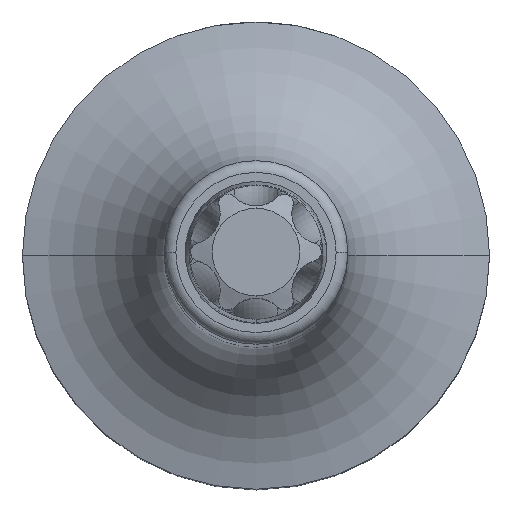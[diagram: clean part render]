
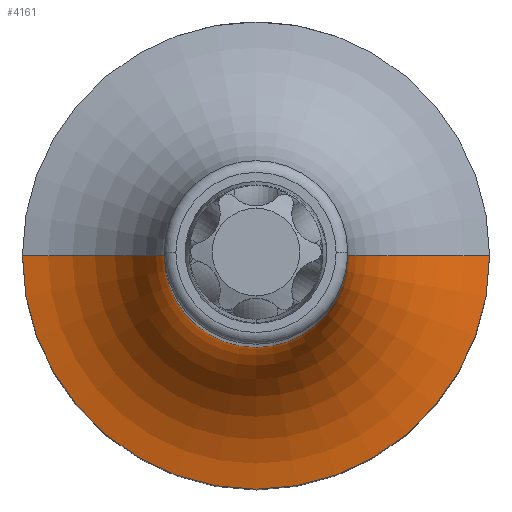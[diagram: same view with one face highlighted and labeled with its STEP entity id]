
A CAD part, top view. The second image highlights one B-rep face of the part: STEP entity #4161.
In plain terms, the highlighted toroidal (fillet/blend) face has major radius 15.5 mm and minor radius 10 mm.
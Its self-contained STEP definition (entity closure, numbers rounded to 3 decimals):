
#3727=CARTESIAN_POINT('',(0.,0.,26.7));
#3728=DIRECTION('',(0.,0.,1.));
#3729=DIRECTION('',(1.,0.,0.));
#3730=AXIS2_PLACEMENT_3D('',#3727,#3728,#3729);
#3735=CARTESIAN_POINT('',(15.5,0.,
36.587));
#3736=DIRECTION('',(0.,1.,0.));
#3737=DIRECTION('',(-0.15,0.,-0.989));
#3738=AXIS2_PLACEMENT_3D('',#3735,#3736,#3737);
#3743=CARTESIAN_POINT('',(-15.5,0.,
36.587));
#3744=DIRECTION('',(0.,-1.,0.));
#3745=DIRECTION('',(0.15,0.,-0.989));
#3746=AXIS2_PLACEMENT_3D('',#3743,#3744,#3745);
#3876=CARTESIAN_POINT('',(0.,0.,36.587));
#3877=DIRECTION('',(0.,0.,1.));
#3878=DIRECTION('',(1.,0.,0.));
#3879=AXIS2_PLACEMENT_3D('',#3876,#3877,#3878);
#3891=CARTESIAN_POINT('',(-14.,0.,26.7));
#3892=CARTESIAN_POINT('',(14.,0.,26.7));
#3893=VERTEX_POINT('',#3891);
#3894=VERTEX_POINT('',#3892);
#3895=CARTESIAN_POINT('',(-5.5,0.,36.587));
#3896=CARTESIAN_POINT('',(5.5,0.,36.587));
#3897=VERTEX_POINT('',#3895);
#3898=VERTEX_POINT('',#3896);
#4147=CARTESIAN_POINT('',(0.,0.,36.587));
#4148=DIRECTION('',(0.,0.,1.));
#4149=DIRECTION('',(1.,0.,0.));
#4150=AXIS2_PLACEMENT_3D('',#4147,#4148,#4149);
#4151=TOROIDAL_SURFACE('',#4150,15.5,10.);
#4152=ORIENTED_EDGE('',*,*,#4141,.F.);
#4154=ORIENTED_EDGE('',*,*,#4153,.T.);
#4156=ORIENTED_EDGE('',*,*,#4155,.T.);
#4158=ORIENTED_EDGE('',*,*,#4157,.F.);
#4159=EDGE_LOOP('',(#4152,#4154,#4156,#4158));
#4160=FACE_OUTER_BOUND('',#4159,.F.);
#4161=ADVANCED_FACE('',(#4160),#4151,.F.);
#3731=CIRCLE('',#3730,14.);
#3739=CIRCLE('',#3738,10.);
#3747=CIRCLE('',#3746,10.);
#3880=CIRCLE('',#3879,5.5);
#4141=EDGE_CURVE('',#3894,#3893,#3731,.T.);
#4153=EDGE_CURVE('',#3894,#3898,#3739,.T.);
#4155=EDGE_CURVE('',#3898,#3897,#3880,.T.);
#4157=EDGE_CURVE('',#3893,#3897,#3747,.T.);
